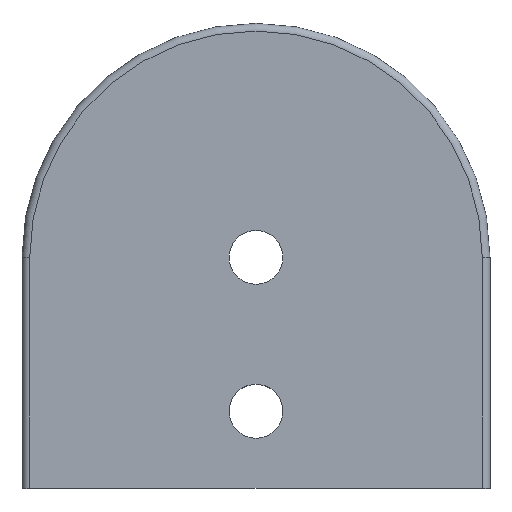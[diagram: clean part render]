
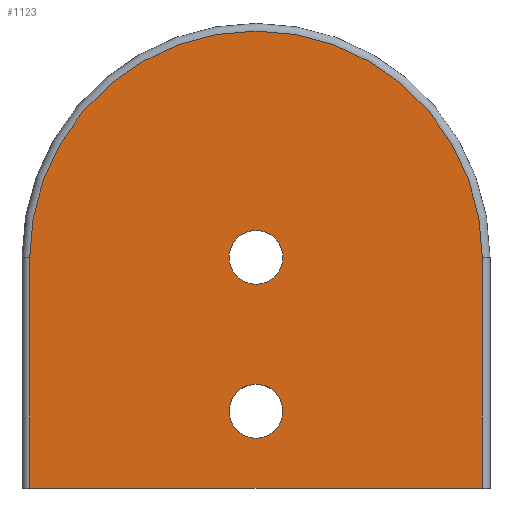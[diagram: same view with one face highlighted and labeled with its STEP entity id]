
A CAD part, top view. The second image highlights one B-rep face of the part: STEP entity #1123.
In plain terms, the highlighted planar face has unit normal (0, 0, 1).
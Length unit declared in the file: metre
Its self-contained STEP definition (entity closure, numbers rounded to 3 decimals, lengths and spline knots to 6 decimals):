
#118=LINE('',#1859,#192);
#119=LINE('',#1861,#193);
#120=LINE('',#1863,#194);
#192=VECTOR('',#1460,1.);
#193=VECTOR('',#1461,1.);
#194=VECTOR('',#1462,1.);
#299=ORIENTED_EDGE('',*,*,#592,.T.);
#300=ORIENTED_EDGE('',*,*,#590,.T.);
#301=ORIENTED_EDGE('',*,*,#637,.T.);
#302=ORIENTED_EDGE('',*,*,#638,.F.);
#303=ORIENTED_EDGE('',*,*,#639,.F.);
#304=ORIENTED_EDGE('',*,*,#640,.T.);
#590=EDGE_CURVE('',#762,#762,#858,.T.);
#592=EDGE_CURVE('',#764,#764,#860,.T.);
#637=EDGE_CURVE('',#803,#804,#879,.F.);
#638=EDGE_CURVE('',#805,#804,#118,.T.);
#639=EDGE_CURVE('',#806,#805,#119,.T.);
#640=EDGE_CURVE('',#806,#803,#120,.T.);
#762=VERTEX_POINT('',#1752);
#764=VERTEX_POINT('',#1757);
#803=VERTEX_POINT('',#1857);
#804=VERTEX_POINT('',#1858);
#805=VERTEX_POINT('',#1860);
#806=VERTEX_POINT('',#1862);
#858=CIRCLE('',#1204,0.00175);
#860=CIRCLE('',#1207,0.00175);
#879=CIRCLE('',#1236,0.0147);
#946=EDGE_LOOP('',(#299));
#947=EDGE_LOOP('',(#300));
#948=EDGE_LOOP('',(#301,#302,#303,#304));
#1026=FACE_BOUND('',#946,.T.);
#1027=FACE_BOUND('',#947,.T.);
#1028=FACE_BOUND('',#948,.T.);
#1096=PLANE('',#1235);
#1123=ADVANCED_FACE('',(#1026,#1027,#1028),#1096,.F.);
#1204=AXIS2_PLACEMENT_3D('',#1751,#1370,#1371);
#1207=AXIS2_PLACEMENT_3D('',#1756,#1376,#1377);
#1235=AXIS2_PLACEMENT_3D('',#1855,#1456,#1457);
#1236=AXIS2_PLACEMENT_3D('',#1856,#1458,#1459);
#1370=DIRECTION('',(0.,0.,-1.));
#1371=DIRECTION('',(-1.,0.,0.));
#1376=DIRECTION('',(0.,0.,-1.));
#1377=DIRECTION('',(-1.,0.,0.));
#1456=DIRECTION('',(0.,0.,-1.));
#1457=DIRECTION('',(-1.,0.,0.));
#1458=DIRECTION('',(0.,0.,-1.));
#1459=DIRECTION('',(-1.,0.,0.));
#1460=DIRECTION('',(0.,1.,0.));
#1461=DIRECTION('',(-1.,0.,0.));
#1462=DIRECTION('',(0.,1.,0.));
#1751=CARTESIAN_POINT('',(0.,-0.01,0.0222));
#1752=CARTESIAN_POINT('',(-0.00175,-0.01,0.0222));
#1756=CARTESIAN_POINT('',(0.,0.,0.0222));
#1757=CARTESIAN_POINT('',(-0.00175,0.,0.0222));
#1855=CARTESIAN_POINT('',(-0.0076,0.,0.0222));
#1856=CARTESIAN_POINT('',(0.,0.,0.0222));
#1857=CARTESIAN_POINT('',(0.0147,0.,0.0222));
#1858=CARTESIAN_POINT('',(-0.0147,0.,0.0222));
#1859=CARTESIAN_POINT('',(-0.0147,-0.015,0.0222));
#1860=CARTESIAN_POINT('',(-0.0147,-0.015,0.0222));
#1861=CARTESIAN_POINT('',(-0.0076,-0.015,0.0222));
#1862=CARTESIAN_POINT('',(0.0147,-0.015,0.0222));
#1863=CARTESIAN_POINT('',(0.0147,-0.015,0.0222));
